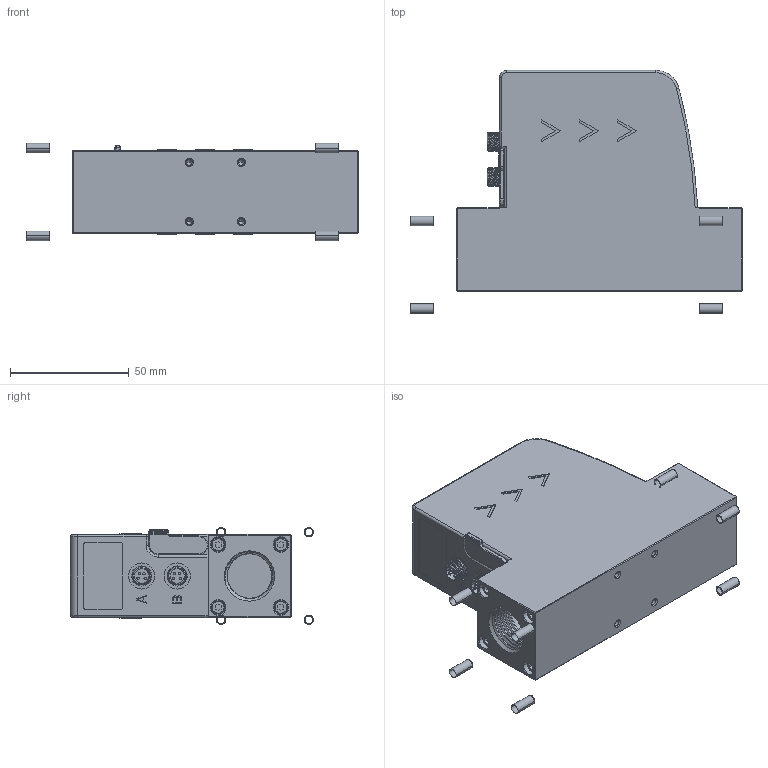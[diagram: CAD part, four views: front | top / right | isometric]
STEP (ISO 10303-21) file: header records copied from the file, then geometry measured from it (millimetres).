
FILE_DESCRIPTION((''),'2;1');
FILE_NAME('S415_418_DN15','2022-12-13T15:43:57',('jj'),(''),'CREO PARAMETRIC BY PTC INC, 2018100','CREO PARAMETRIC BY PTC INC, 2018100','');
FILE_SCHEMA(('CONFIG_CONTROL_DESIGN','SHAPE_APPEARANCE_LAYERS_GROUPS'));
Length unit declared in the file: millimetre
Products named in the file (1): S415_418_DN15
Bounding box: 139.99 x 102.5 x 41 mm (x, y, z)
Volume: 296711.3 mm3; surface area: 40391.8 mm2
Topology: 1 solids, 20 shells, 660 faces, 1717 edges, 1136 vertices
Faces by surface type: plane 316, cylinder 209, cone 80, bspline 27, torus 21, sphere 7
Entity records: 28335 total; most frequent: CARTESIAN_POINT 12306, ORIENTED_EDGE 3340, DIRECTION 3158, EDGE_CURVE 1702, VERTEX_POINT 1136, AXIS2_PLACEMENT_3D 1116, VECTOR 926, LINE 926
